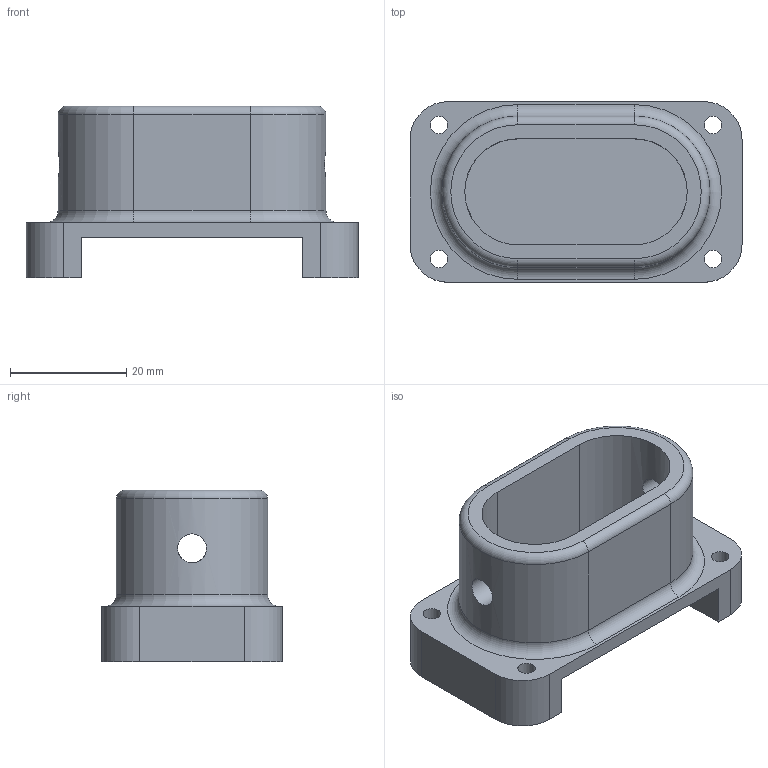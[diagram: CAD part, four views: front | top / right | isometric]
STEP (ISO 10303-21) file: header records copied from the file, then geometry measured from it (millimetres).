
FILE_DESCRIPTION(/* description */ (''),/* implementation_level */ '2;1');
FILE_NAME(/* name */ 'Support_poignet.step',/* time_stamp */ '2023-04-15T09:38:46-04:00',/* author */ (''),/* organization */ (''),/* preprocessor_version */ 'ST-DEVELOPER v19.2',/* originating_system */ 'Autodesk Translation Framework v12.4.0.73',/* authorisation */ '');
FILE_SCHEMA (('AUTOMOTIVE_DESIGN { 1 0 10303 214 3 1 1 }'));
Length unit declared in the file: millimetre
Products named in the file (1): hand bracket
Bounding box: 57 x 31 x 29.5 mm (x, y, z)
Volume: 16357.8 mm3; surface area: 9471.3 mm2
Topology: 1 solids, 1 shells, 38 faces, 98 edges, 64 vertices
Faces by surface type: cylinder 18, plane 16, torus 4
Full cylindrical faces by diameter (mm): 3 x4, 5 x2
Entity records: 1350 total; most frequent: CARTESIAN_POINT 337, DIRECTION 204, ORIENTED_EDGE 196, EDGE_CURVE 98, AXIS2_PLACEMENT_3D 75, VERTEX_POINT 64, LINE 54, VECTOR 54
